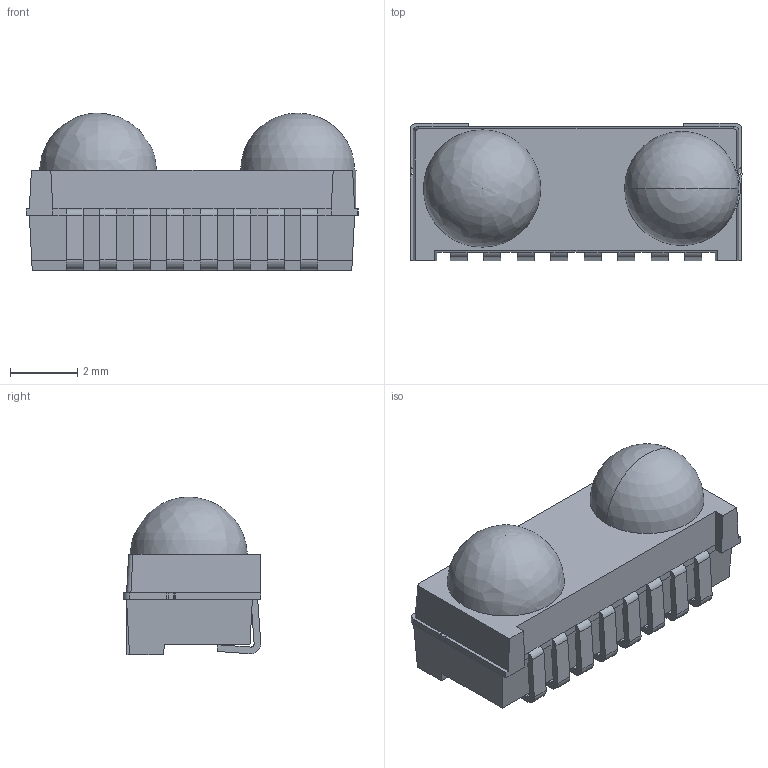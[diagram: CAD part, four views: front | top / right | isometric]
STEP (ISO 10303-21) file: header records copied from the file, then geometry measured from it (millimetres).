
FILE_DESCRIPTION((''),'2;1');
FILE_NAME('TFDU4100.stp','2013-05-13T07:41:19',(''),(''),'Mechanical Desktop 2009','Mechanical Desktop 2009',', , ');
FILE_SCHEMA(('CONFIG_CONTROL_DESIGN'));
Length unit declared in the file: millimetre
Products named in the file (3): TFDU4100; STREIFEN; GEHÄUSE
Assembly tree (2 placements, depth 2):
  TFDU4100
    STREIFEN
    GEHÄUSE
Bounding box: 9.9 x 4.1 x 4.7 mm (x, y, z)
Volume: 122.3 mm3; surface area: 317.7 mm2
Topology: 9 solids, 9 shells, 799 faces, 2151 edges, 1408 vertices
Faces by surface type: plane 448, cylinder 273, torus 28, cone 28, bspline 19, sphere 3
Entity records: 27448 total; most frequent: CARTESIAN_POINT 6658, DIRECTION 4421, ORIENTED_EDGE 4280, EDGE_CURVE 2140, AXIS2_PLACEMENT_3D 1548, VERTEX_POINT 1408, VECTOR 1325, LINE 1325
